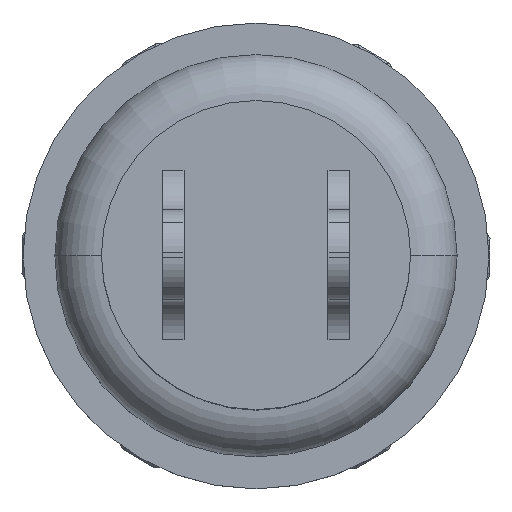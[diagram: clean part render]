
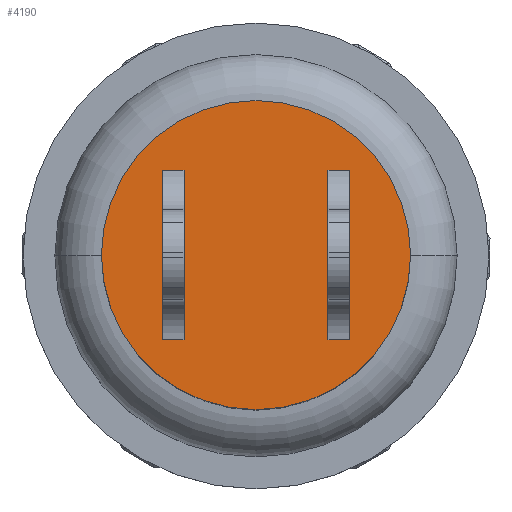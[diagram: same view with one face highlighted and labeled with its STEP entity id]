
A CAD part, top view. The second image highlights one B-rep face of the part: STEP entity #4190.
In plain terms, the highlighted planar face has unit normal (0, 0, 1).
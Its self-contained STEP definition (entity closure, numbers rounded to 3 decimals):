
#4138=CARTESIAN_POINT('',(-3.65,0.,20.7));
#4139=VERTEX_POINT('',#4138);
#4157=CARTESIAN_POINT('',(3.65,0.,20.7));
#4158=VERTEX_POINT('',#4157);
#4165=CARTESIAN_POINT('',(0.,0.,20.7));
#4166=DIRECTION('',(0.,0.,1.));
#4167=DIRECTION('',(-1.,0.,0.));
#4168=AXIS2_PLACEMENT_3D('',#4165,#4166,#4167);
#4169=CIRCLE('',#4168,3.65);
#4170=EDGE_CURVE('',#4139,#4158,#4169,.T.);
#4175=CARTESIAN_POINT('',(0.,0.,20.7));
#4176=DIRECTION('',(0.,0.,1.));
#4177=DIRECTION('',(-1.,0.,0.));
#4178=AXIS2_PLACEMENT_3D('',#4175,#4176,#4177);
#4179=PLANE('',#4178);
#4180=CARTESIAN_POINT('',(0.,0.,20.7));
#4181=DIRECTION('',(0.,0.,1.));
#4182=DIRECTION('',(-1.,0.,0.));
#4183=AXIS2_PLACEMENT_3D('',#4180,#4181,#4182);
#4184=CIRCLE('',#4183,3.65);
#4185=EDGE_CURVE('',#4158,#4139,#4184,.T.);
#4186=ORIENTED_EDGE('',*,*,#4185,.T.);
#4187=ORIENTED_EDGE('',*,*,#4170,.T.);
#4188=EDGE_LOOP('',(#4186,#4187));
#4189=FACE_BOUND('',#4188,.T.);
#4190=ADVANCED_FACE('',(#4189),#4179,.T.);
